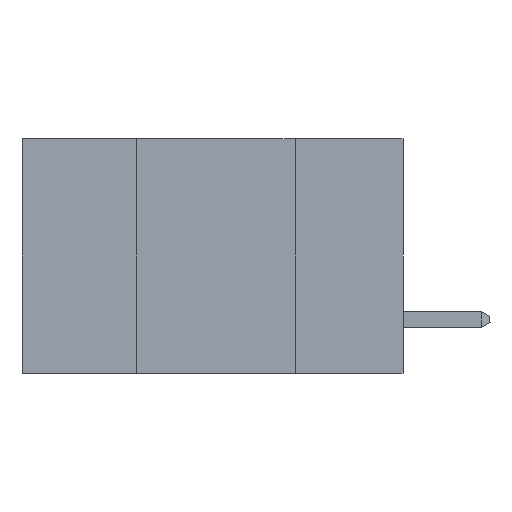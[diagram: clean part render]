
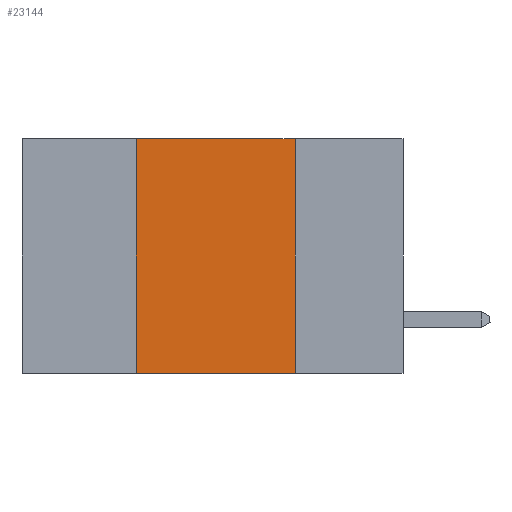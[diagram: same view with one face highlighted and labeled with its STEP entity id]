
A CAD part, left-side view. The second image highlights one B-rep face of the part: STEP entity #23144.
In plain terms, the highlighted planar face has unit normal (-1, 0, 0).
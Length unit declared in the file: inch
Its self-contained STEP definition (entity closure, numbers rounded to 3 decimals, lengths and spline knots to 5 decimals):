
#444 = VECTOR ( 'NONE', #6134, 39.37008 ) ;
#1089 = LINE ( 'NONE', #9864, #444 ) ;
#1138 = CARTESIAN_POINT ( 'NONE',  ( 0., 0.17, -0.37 ) ) ;
#1168 = VECTOR ( 'NONE', #23673, 39.37008 ) ;
#1283 = VECTOR ( 'NONE', #18338, 39.37008 ) ;
#3235 = FACE_OUTER_BOUND ( 'NONE', #21280, .T. ) ;
#4300 = VERTEX_POINT ( 'NONE', #17003 ) ;
#4477 = VERTEX_POINT ( 'NONE', #1138 ) ;
#4813 = CARTESIAN_POINT ( 'NONE',  ( 0., 0.17, 0. ) ) ;
#5302 = EDGE_CURVE ( 'NONE', #4300, #15979, #20597, .T. ) ;
#5520 = CARTESIAN_POINT ( 'NONE',  ( 0., 0.6, 0. ) ) ;
#5649 = AXIS2_PLACEMENT_3D ( 'NONE', #5520, #24764, #13267 ) ;
#6134 = DIRECTION ( 'NONE',  ( 0., -1., 0. ) ) ;
#6226 = EDGE_CURVE ( 'NONE', #15979, #4477, #19283, .T. ) ;
#7147 = ORIENTED_EDGE ( 'NONE', *, *, #12334, .F. ) ;
#7622 = PLANE ( 'NONE',  #5649 ) ;
#8307 = CARTESIAN_POINT ( 'NONE',  ( 0., 0.17, 0. ) ) ;
#8725 = VECTOR ( 'NONE', #22332, 39.37008 ) ;
#9237 = ORIENTED_EDGE ( 'NONE', *, *, #6226, .F. ) ;
#9507 = ORIENTED_EDGE ( 'NONE', *, *, #5302, .F. ) ;
#9864 = CARTESIAN_POINT ( 'NONE',  ( 0., 0.6, -0.37 ) ) ;
#10109 = CARTESIAN_POINT ( 'NONE',  ( 0., 0.6, 0. ) ) ;
#12334 = EDGE_CURVE ( 'NONE', #21194, #4300, #20117, .T. ) ;
#13267 = DIRECTION ( 'NONE',  ( 0., 0., -1. ) ) ;
#13678 = EDGE_CURVE ( 'NONE', #21194, #4477, #1089, .T. ) ;
#14954 = CARTESIAN_POINT ( 'NONE',  ( 0., 0.42, 0. ) ) ;
#15979 = VERTEX_POINT ( 'NONE', #4813 ) ;
#17003 = CARTESIAN_POINT ( 'NONE',  ( 0., 0.42, 0. ) ) ;
#18338 = DIRECTION ( 'NONE',  ( 0., -1., 0. ) ) ;
#19283 = LINE ( 'NONE', #8307, #1168 ) ;
#20117 = LINE ( 'NONE', #14954, #8725 ) ;
#20597 = LINE ( 'NONE', #10109, #1283 ) ;
#21194 = VERTEX_POINT ( 'NONE', #22525 ) ;
#21280 = EDGE_LOOP ( 'NONE', ( #9237, #9507, #7147, #24146 ) ) ;
#22332 = DIRECTION ( 'NONE',  ( 0., 0., 1. ) ) ;
#22525 = CARTESIAN_POINT ( 'NONE',  ( 0., 0.42, -0.37 ) ) ;
#23144 = ADVANCED_FACE ( 'NONE', ( #3235 ), #7622, .F. ) ;
#23673 = DIRECTION ( 'NONE',  ( 0., 0., -1. ) ) ;
#24146 = ORIENTED_EDGE ( 'NONE', *, *, #13678, .T. ) ;
#24764 = DIRECTION ( 'NONE',  ( 1., 0., 0. ) ) ;
